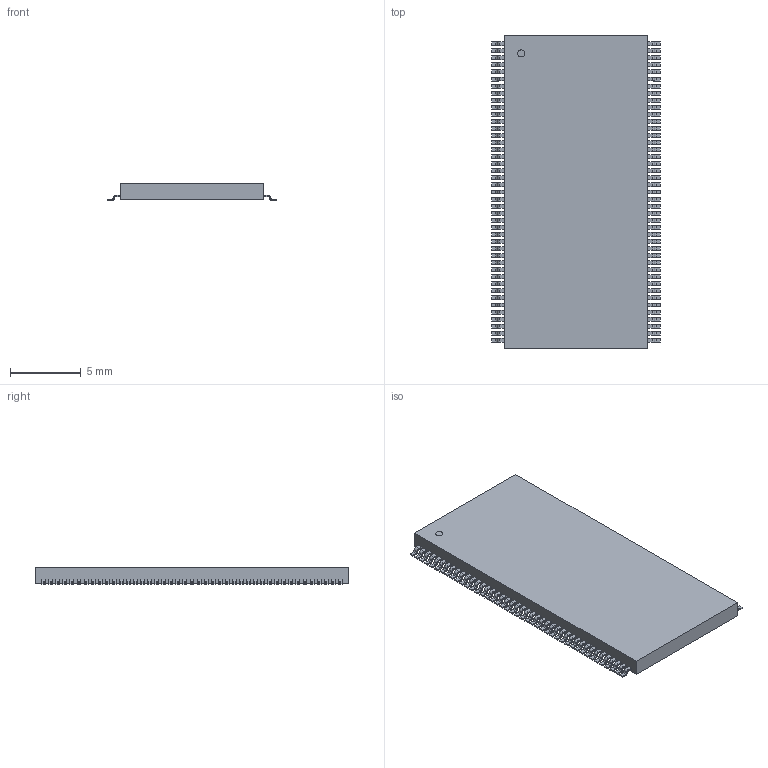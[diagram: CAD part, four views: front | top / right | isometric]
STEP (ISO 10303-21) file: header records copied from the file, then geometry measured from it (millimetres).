
FILE_DESCRIPTION(('STEP AP214'),'1');
FILE_NAME('TSOP86_11P76X22P22_MRN','2025-10-20T03:09:43',(''),(''),'','','');
FILE_SCHEMA(('AUTOMOTIVE_DESIGN'));
Length unit declared in the file: millimetre
Products named in the file (1): product
Bounding box: 11.96 x 22.22 x 1.2 mm (x, y, z)
Volume: 260.4 mm3; surface area: 597.7 mm2
Topology: 88 solids, 88 shells, 1213 faces, 3111 edges, 2074 vertices
Faces by surface type: plane 868, cylinder 345
Full cylindrical faces by diameter (mm): 0.508 x1
Entity records: 35117 total; most frequent: DIRECTION 6230, ORIENTED_EDGE 6220, CARTESIAN_POINT 3635, EDGE_CURVE 3110, LINE 2420, VECTOR 2420, VERTEX_POINT 2074, AXIS2_PLACEMENT_3D 1905
